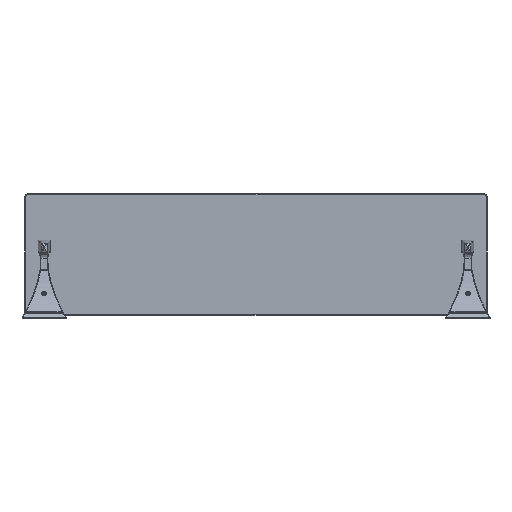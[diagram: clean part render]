
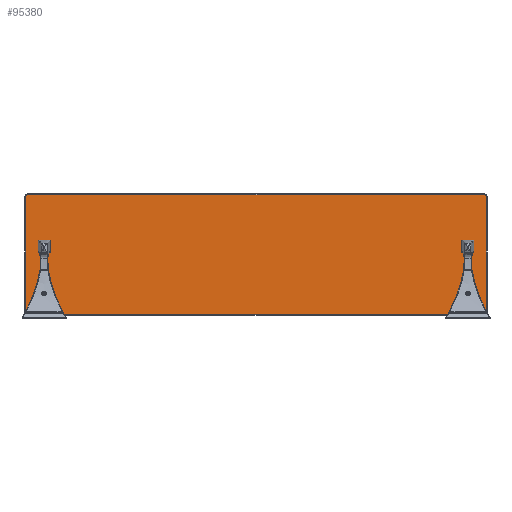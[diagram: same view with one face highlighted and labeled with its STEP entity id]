
A CAD part, front view. The second image highlights one B-rep face of the part: STEP entity #95380.
In plain terms, the highlighted planar face has unit normal (0, -1, 0).
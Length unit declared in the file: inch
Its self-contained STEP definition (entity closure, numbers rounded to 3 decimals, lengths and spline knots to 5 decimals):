
#94969=CARTESIAN_POINT('',(-11.,0.,-0.43307));
#94970=DIRECTION('',(0.,1.,0.));
#94971=DIRECTION('',(0.,0.,1.));
#94972=AXIS2_PLACEMENT_3D('',#94969,#94970,#94971);
#94974=CARTESIAN_POINT('',(-11.,0.,-0.43307));
#94975=DIRECTION('',(0.,1.,0.));
#94976=DIRECTION('',(0.,0.,-1.));
#94977=AXIS2_PLACEMENT_3D('',#94974,#94975,#94976);
#94979=CARTESIAN_POINT('',(11.,0.,-0.43307));
#94980=DIRECTION('',(0.,1.,0.));
#94981=DIRECTION('',(0.,0.,1.));
#94982=AXIS2_PLACEMENT_3D('',#94979,#94980,#94981);
#94984=CARTESIAN_POINT('',(11.,0.,-0.43307));
#94985=DIRECTION('',(0.,1.,0.));
#94986=DIRECTION('',(0.,0.,-1.));
#94987=AXIS2_PLACEMENT_3D('',#94984,#94985,#94986);
#94989=CARTESIAN_POINT('',(-11.84,0.00001,2.98961));
#94990=DIRECTION('',(0.,-1.,0.));
#94991=DIRECTION('',(0.,0.,1.));
#94992=AXIS2_PLACEMENT_3D('',#94989,#94990,#94991);
#94994=DIRECTION('',(-1.,0.,0.));
#94995=VECTOR('',#94994,23.68);
#94996=CARTESIAN_POINT('',(11.84,0.,
3.1096));
#94997=LINE('',#94996,#94995);
#94998=CARTESIAN_POINT('',(11.84,0.00001,2.98961));
#94999=DIRECTION('',(0.,-1.,0.));
#95000=DIRECTION('',(1.,0.,0.));
#95001=AXIS2_PLACEMENT_3D('',#94998,#94999,#95000);
#95003=DIRECTION('',(0.,0.,1.));
#95004=VECTOR('',#95003,5.97921);
#95005=CARTESIAN_POINT('',(11.96,0.,
-2.98961));
#95006=LINE('',#95005,#95004);
#95007=CARTESIAN_POINT('',(11.84,0.00001,-2.98961));
#95008=DIRECTION('',(0.,-1.,0.));
#95009=DIRECTION('',(0.,0.,-1.));
#95010=AXIS2_PLACEMENT_3D('',#95007,#95008,#95009);
#95012=DIRECTION('',(1.,0.,0.));
#95013=VECTOR('',#95012,23.68);
#95014=CARTESIAN_POINT('',(-11.84,0.,
-3.1096));
#95015=LINE('',#95014,#95013);
#95016=CARTESIAN_POINT('',(-11.84,0.00001,-2.98961));
#95017=DIRECTION('',(0.,-1.,0.));
#95018=DIRECTION('',(-1.,0.,0.));
#95019=AXIS2_PLACEMENT_3D('',#95016,#95017,#95018);
#95021=DIRECTION('',(0.,0.,-1.));
#95022=VECTOR('',#95021,5.97921);
#95023=CARTESIAN_POINT('',(-11.96,0.,
2.98961));
#95024=LINE('',#95023,#95022);
#95265=CARTESIAN_POINT('',(-11.,0.,-0.24607));
#95266=CARTESIAN_POINT('',(-11.,0.,-0.62007));
#95267=VERTEX_POINT('',#95265);
#95268=VERTEX_POINT('',#95266);
#95269=CARTESIAN_POINT('',(11.,0.,-0.24607));
#95270=CARTESIAN_POINT('',(11.,0.,-0.62007));
#95271=VERTEX_POINT('',#95269);
#95272=VERTEX_POINT('',#95270);
#95313=CARTESIAN_POINT('',(-11.84,0.00001,3.10959));
#95314=CARTESIAN_POINT('',(-11.95999,0.00001,
2.98961));
#95315=VERTEX_POINT('',#95313);
#95316=VERTEX_POINT('',#95314);
#95321=CARTESIAN_POINT('',(-11.96,0.,
-2.98961));
#95322=VERTEX_POINT('',#95321);
#95325=CARTESIAN_POINT('',(-11.84,0.00001,-3.10959));
#95326=VERTEX_POINT('',#95325);
#95329=CARTESIAN_POINT('',(11.84,0.,
-3.1096));
#95330=VERTEX_POINT('',#95329);
#95333=CARTESIAN_POINT('',(11.95999,0.00001,
-2.98961));
#95334=VERTEX_POINT('',#95333);
#95337=CARTESIAN_POINT('',(11.96,0.,
2.98961));
#95338=VERTEX_POINT('',#95337);
#95341=CARTESIAN_POINT('',(11.84,0.00001,3.10959));
#95342=VERTEX_POINT('',#95341);
#95345=CARTESIAN_POINT('',(0.,0.,0.));
#95346=DIRECTION('',(0.,1.,0.));
#95347=DIRECTION('',(1.,0.,0.));
#95348=AXIS2_PLACEMENT_3D('',#95345,#95346,#95347);
#95349=PLANE('',#95348);
#95351=ORIENTED_EDGE('',*,*,#95350,.F.);
#95353=ORIENTED_EDGE('',*,*,#95352,.F.);
#95355=ORIENTED_EDGE('',*,*,#95354,.F.);
#95357=ORIENTED_EDGE('',*,*,#95356,.F.);
#95359=ORIENTED_EDGE('',*,*,#95358,.F.);
#95361=ORIENTED_EDGE('',*,*,#95360,.F.);
#95363=ORIENTED_EDGE('',*,*,#95362,.F.);
#95365=ORIENTED_EDGE('',*,*,#95364,.F.);
#95366=EDGE_LOOP('',(#95351,#95353,#95355,#95357,#95359,#95361,#95363,#95365));
#95367=FACE_OUTER_BOUND('',#95366,.F.);
#95369=ORIENTED_EDGE('',*,*,#95368,.F.);
#95371=ORIENTED_EDGE('',*,*,#95370,.F.);
#95372=EDGE_LOOP('',(#95369,#95371));
#95373=FACE_BOUND('',#95372,.F.);
#95375=ORIENTED_EDGE('',*,*,#95374,.F.);
#95377=ORIENTED_EDGE('',*,*,#95376,.F.);
#95378=EDGE_LOOP('',(#95375,#95377));
#95379=FACE_BOUND('',#95378,.F.);
#95380=ADVANCED_FACE('',(#95367,#95373,#95379),#95349,.F.);
#94973=CIRCLE('',#94972,0.187);
#94978=CIRCLE('',#94977,0.187);
#94983=CIRCLE('',#94982,0.187);
#94988=CIRCLE('',#94987,0.187);
#94993=CIRCLE('',#94992,0.11999);
#95002=CIRCLE('',#95001,0.11999);
#95011=CIRCLE('',#95010,0.11999);
#95020=CIRCLE('',#95019,0.11999);
#95350=EDGE_CURVE('',#95315,#95316,#94993,.T.);
#95352=EDGE_CURVE('',#95342,#95315,#94997,.T.);
#95354=EDGE_CURVE('',#95338,#95342,#95002,.T.);
#95356=EDGE_CURVE('',#95334,#95338,#95006,.T.);
#95358=EDGE_CURVE('',#95330,#95334,#95011,.T.);
#95360=EDGE_CURVE('',#95326,#95330,#95015,.T.);
#95362=EDGE_CURVE('',#95322,#95326,#95020,.T.);
#95364=EDGE_CURVE('',#95316,#95322,#95024,.T.);
#95368=EDGE_CURVE('',#95271,#95272,#94983,.T.);
#95370=EDGE_CURVE('',#95272,#95271,#94988,.T.);
#95374=EDGE_CURVE('',#95267,#95268,#94973,.T.);
#95376=EDGE_CURVE('',#95268,#95267,#94978,.T.);
